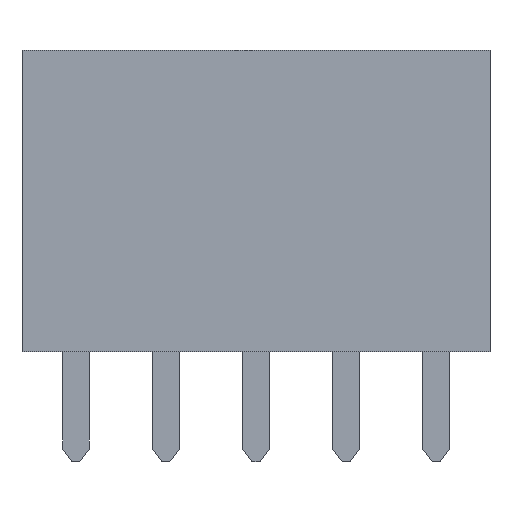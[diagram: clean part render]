
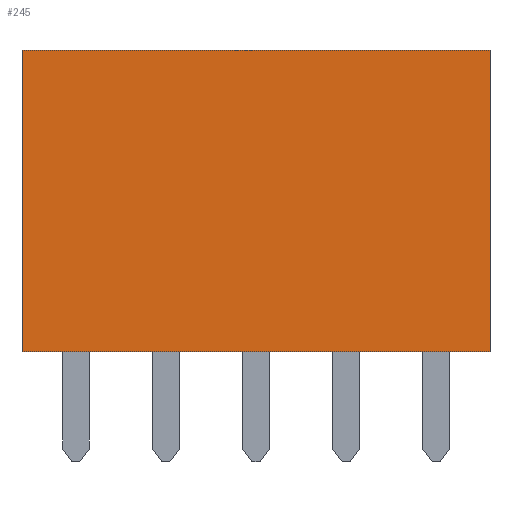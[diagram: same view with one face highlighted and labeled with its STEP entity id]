
A CAD part, front view. The second image highlights one B-rep face of the part: STEP entity #245.
In plain terms, the highlighted planar face has unit normal (0, -1, 0).
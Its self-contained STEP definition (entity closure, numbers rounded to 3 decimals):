
#245 = ADVANCED_FACE( '', ( #512 ), #513, .T. );
#512 = FACE_OUTER_BOUND( '', #822, .T. );
#513 = PLANE( '', #823 );
#822 = EDGE_LOOP( '', ( #1275, #1276, #1277, #1278 ) );
#823 = AXIS2_PLACEMENT_3D( '', #1279, #1280, #1281 );
#1275 = ORIENTED_EDGE( '', *, *, #2078, .T. );
#1276 = ORIENTED_EDGE( '', *, *, #2079, .T. );
#1277 = ORIENTED_EDGE( '', *, *, #1950, .T. );
#1278 = ORIENTED_EDGE( '', *, *, #2080, .T. );
#1279 = CARTESIAN_POINT( '', ( 0., -1.25, 0. ) );
#1280 = DIRECTION( '', ( 0., -1., 0. ) );
#1281 = DIRECTION( '', ( 0., 0., -1. ) );
#1950 = EDGE_CURVE( '', #2309, #2307, #2310, .T. );
#2078 = EDGE_CURVE( '', #2529, #2530, #2531, .T. );
#2079 = EDGE_CURVE( '', #2530, #2309, #2532, .T. );
#2080 = EDGE_CURVE( '', #2307, #2529, #2533, .T. );
#2307 = VERTEX_POINT( '', #2826 );
#2309 = VERTEX_POINT( '', #2829 );
#2310 = LINE( '', #2830, #2831 );
#2529 = VERTEX_POINT( '', #3163 );
#2530 = VERTEX_POINT( '', #3164 );
#2531 = LINE( '', #3165, #3166 );
#2532 = LINE( '', #3167, #3168 );
#2533 = LINE( '', #3169, #3170 );
#2826 = CARTESIAN_POINT( '', ( 6.6, -1.25, -4.25 ) );
#2829 = CARTESIAN_POINT( '', ( -6.6, -1.25, -4.25 ) );
#2830 = CARTESIAN_POINT( '', ( -6.6, -1.25, -4.25 ) );
#2831 = VECTOR( '', #3580, 1000. );
#3163 = CARTESIAN_POINT( '', ( 6.6, -1.25, 4.25 ) );
#3164 = CARTESIAN_POINT( '', ( -6.6, -1.25, 4.25 ) );
#3165 = CARTESIAN_POINT( '', ( 6.6, -1.25, 4.25 ) );
#3166 = VECTOR( '', #3684, 1000. );
#3167 = CARTESIAN_POINT( '', ( -6.6, -1.25, 4.25 ) );
#3168 = VECTOR( '', #3685, 1000. );
#3169 = CARTESIAN_POINT( '', ( 6.6, -1.25, -4.25 ) );
#3170 = VECTOR( '', #3686, 1000. );
#3580 = DIRECTION( '', ( 1., 0., 0. ) );
#3684 = DIRECTION( '', ( -1., 0., 0. ) );
#3685 = DIRECTION( '', ( 0., 0., -1. ) );
#3686 = DIRECTION( '', ( 0., 0., 1. ) );
